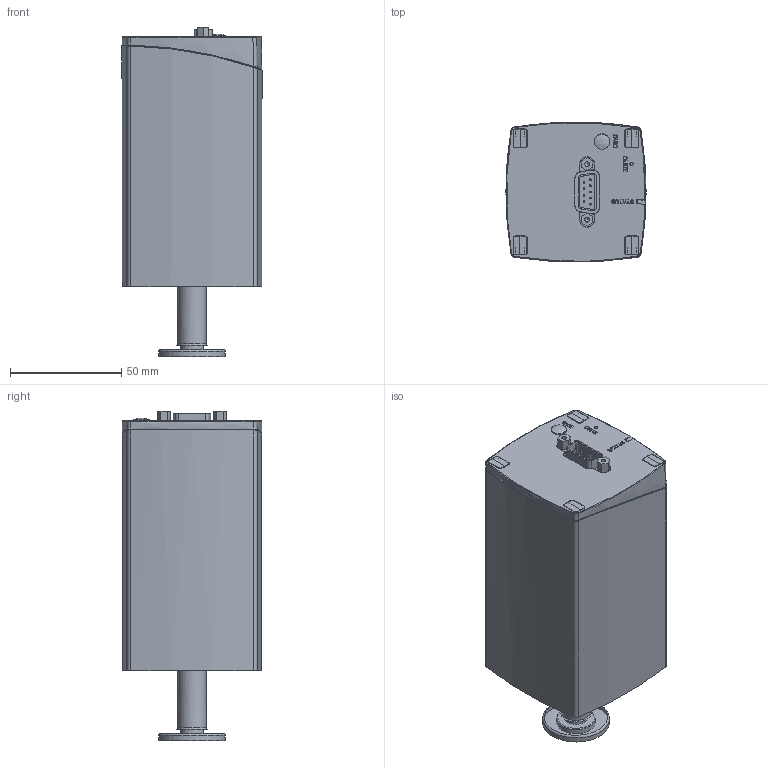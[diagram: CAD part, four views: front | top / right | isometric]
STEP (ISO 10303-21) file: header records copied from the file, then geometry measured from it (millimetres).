
FILE_DESCRIPTION(/* description */ (''),/* implementation_level */ '2;1');
FILE_NAME(/* name */ 'MCDG045D2_9DSUB_16KF.stp',/* time_stamp */ '2023-02-01T07:54:58+01:00',/* author */ ('cons002'),/* organization */ (''),/* preprocessor_version */ 'ST-DEVELOPER v18.1',/* originating_system */ 'Autodesk Inventor 2021',/* authorisation */ '');
FILE_SCHEMA (('AUTOMOTIVE_DESIGN { 1 0 10303 214 3 1 1 }'));
Length unit declared in the file: millimetre
Products named in the file (1): MCDG045D2_9DSUB_16KF
Bounding box: 63 x 62.79 x 148.1 mm (x, y, z)
Volume: 374828.9 mm3; surface area: 100558.2 mm2
Topology: 1 solids, 1 shells, 1922 faces, 5116 edges, 3241 vertices
Faces by surface type: plane 878, cylinder 496, bspline 289, torus 109, cone 107, sphere 43
Full cylindrical faces by diameter (mm): 0.8 x9, 1.5 x1, 2.013 x1, 2.156 x2, 2.5 x9, 2.8 x4, 2.845 x2, 3 x2, 3.2 x2, 4.5 x1, 6 x1, 7 x1, 9.6 x2, 10.2 x1, 10.6 x1, 11.5 x1, 12.7 x1, 14 x1, 17.2 x1, 17.4 x1, 30 x1
Entity records: 79749 total; most frequent: CARTESIAN_POINT 30822, ORIENTED_EDGE 10182, DIRECTION 9403, EDGE_CURVE 5091, AXIS2_PLACEMENT_3D 3351, VERTEX_POINT 3241, LINE 2701, VECTOR 2701
